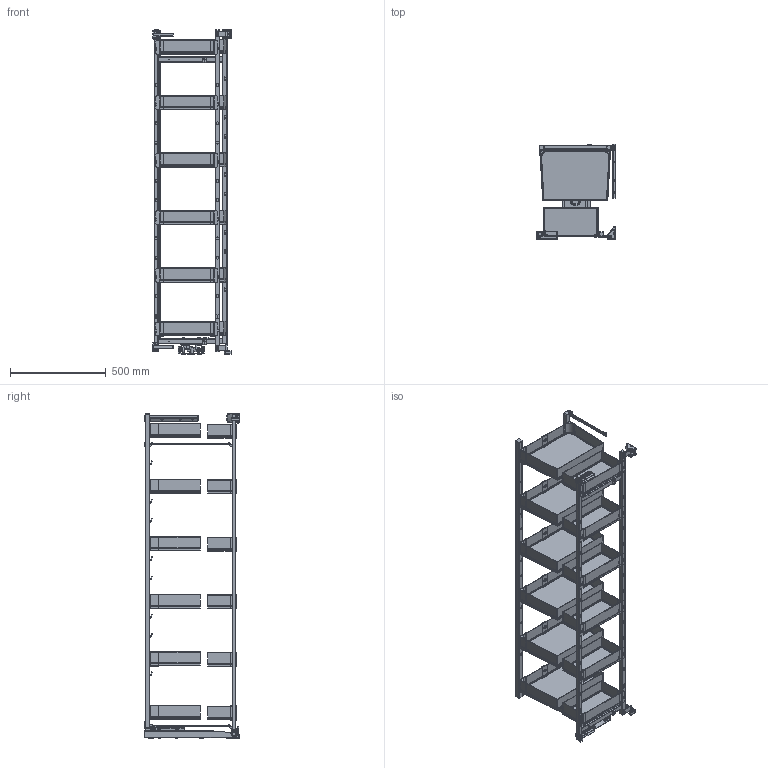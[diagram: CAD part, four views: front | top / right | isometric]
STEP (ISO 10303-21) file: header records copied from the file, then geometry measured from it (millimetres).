
FILE_DESCRIPTION(('STEP AP214'),'1');
FILE_NAME('TANDEM III - PURE 450-1700.stp','2026-03-14T12:12:07',(' '),(' '),'Spatial InterOp 3D',' ',' ');
FILE_SCHEMA(('automotive_design'));
Length unit declared in the file: millimetre
Products named in the file (249): _ prostok_tny _ 7x11_1 R_1; _40; _42; TANDEM III 600 ARENA PLUS PURE_kosz na ram_; zawieszka _ pure; _60; _62; _80; _82; _100; _102; _120; _122; _140; _142; _160; _162; za_lepka du_a  _ pure; za_lepka _rodek; _178; _180; _196; _198; _214; _216; _232; _234; _250; _252; ci_g_o; _ prostok_tny _ 25x15_1_5 R_1_5; _ prostok_tny _ 20x20_2 R_1; _272; _274; mocowanie zawiasu dolne; _278; _280; wkr_t M5_10; _284; _286 ...
Bounding box: 407 x 498.46 x 1691.5 mm (x, y, z)
Volume: 9481263.7 mm3; surface area: 6310063.2 mm2
Topology: 249 solids, 249 shells, 5742 faces, 14600 edges, 9308 vertices
Faces by surface type: plane 3158, cylinder 1952, torus 362, cone 115, sphere 108, bspline 37, extrusion 10
Full cylindrical faces by diameter (mm): 3.3 x3, 4 x62, 4.2 x6, 4.5 x2, 5.5 x8, 6 x23, 6.5 x33, 6.75 x2, 7 x7, 8 x13, 8.5 x8, 8.9 x2, 10 x2, 12 x6, 13 x2, 17 x1, 18 x1, 20 x8, 22 x6, 24.5 x1, 27 x1, 30 x4, 32 x1
Entity records: 222276 total; most frequent: CARTESIAN_POINT 33470, DIRECTION 29815, ORIENTED_EDGE 28000, EDGE_CURVE 14000, AXIS2_PLACEMENT_3D 10370, VERTEX_POINT 9187, VECTOR 9075, LINE 9065
